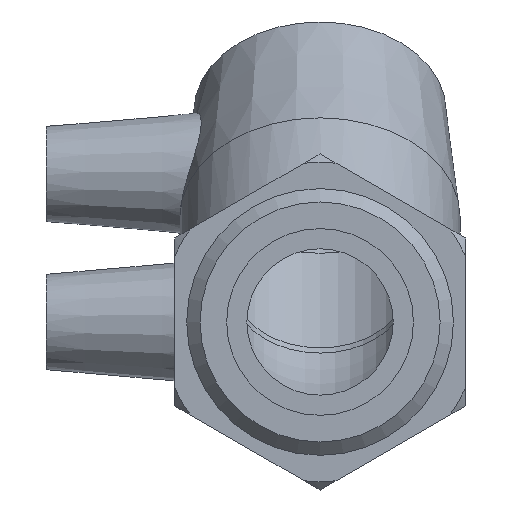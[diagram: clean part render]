
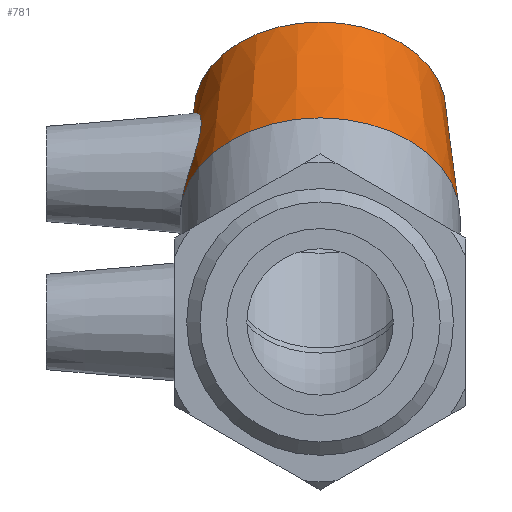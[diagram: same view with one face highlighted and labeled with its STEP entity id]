
A CAD part, left-side view. The second image highlights one B-rep face of the part: STEP entity #781.
In plain terms, the highlighted conical face has half-angle 5.348 degrees and reference radius 20.9 mm.
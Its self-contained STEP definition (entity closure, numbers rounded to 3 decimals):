
#15=B_SPLINE_CURVE_WITH_KNOTS('',3,(#1394,#1395,#1396,#1397,#1398,#1399,
#1400,#1401,#1402,#1403,#1404,#1405,#1406,#1407,#1408,#1409,#1410,#1411,
#1412,#1413,#1414,#1415,#1416,#1417,#1418,#1419,#1420,#1421,#1422,#1423,
#1424,#1425,#1426,#1427),.UNSPECIFIED.,.T.,.F.,(4,2,2,2,2,2,2,2,2,2,2,2,
2,2,2,2,4),(0.,0.35,0.7,1.054,1.407,
1.761,2.114,2.465,2.815,3.199,
3.584,3.957,4.33,4.703,5.076,
5.461,5.846),.UNSPECIFIED.);
#141=FACE_BOUND('',#284,.T.);
#142=FACE_BOUND('',#285,.T.);
#201=FACE_OUTER_BOUND('',#283,.T.);
#283=EDGE_LOOP('',(#688));
#284=EDGE_LOOP('',(#689));
#285=EDGE_LOOP('',(#690));
#346=CIRCLE('',#871,22.);
#350=CIRCLE('',#882,19.8);
#419=VERTEX_POINT('',#1389);
#420=VERTEX_POINT('',#1393);
#424=VERTEX_POINT('',#1439);
#512=EDGE_CURVE('',#419,#419,#346,.T.);
#514=EDGE_CURVE('',#420,#420,#15,.T.);
#518=EDGE_CURVE('',#424,#424,#350,.T.);
#688=ORIENTED_EDGE('',*,*,#512,.F.);
#689=ORIENTED_EDGE('',*,*,#514,.T.);
#690=ORIENTED_EDGE('',*,*,#518,.T.);
#732=CONICAL_SURFACE('',#883,20.9,5.348);
#781=ADVANCED_FACE('',(#201,#141,#142),#732,.T.);
#871=AXIS2_PLACEMENT_3D('',#1390,#1071,#1072);
#882=AXIS2_PLACEMENT_3D('',#1440,#1093,#1094);
#883=AXIS2_PLACEMENT_3D('',#1441,#1095,#1096);
#1071=DIRECTION('center_axis',(-0.707,0.,
-0.707));
#1072=DIRECTION('ref_axis',(-0.707,0.,0.707));
#1093=DIRECTION('center_axis',(-0.707,0.,
-0.707));
#1094=DIRECTION('ref_axis',(-0.707,0.,0.707));
#1095=DIRECTION('center_axis',(-0.707,0.,
-0.707));
#1096=DIRECTION('ref_axis',(0.,1.,0.));
#1389=CARTESIAN_POINT('',(16.52,22.,16.52));
#1390=CARTESIAN_POINT('Origin',(16.52,0.,
16.52));
#1393=CARTESIAN_POINT('',(30.399,18.742,16.808));
#1394=CARTESIAN_POINT('Ctrl Pts',(30.399,18.742,16.808));
#1395=CARTESIAN_POINT('Ctrl Pts',(31.186,18.645,17.665));
#1396=CARTESIAN_POINT('Ctrl Pts',(31.85,18.669,18.736));
#1397=CARTESIAN_POINT('Ctrl Pts',(32.691,18.922,21.045));
#1398=CARTESIAN_POINT('Ctrl Pts',(32.87,19.143,22.283));
#1399=CARTESIAN_POINT('Ctrl Pts',(32.792,19.565,24.589));
#1400=CARTESIAN_POINT('Ctrl Pts',(32.528,19.798,25.821));
#1401=CARTESIAN_POINT('Ctrl Pts',(31.537,20.127,28.098));
#1402=CARTESIAN_POINT('Ctrl Pts',(30.81,20.218,29.143));
#1403=CARTESIAN_POINT('Ctrl Pts',(29.143,20.218,30.81));
#1404=CARTESIAN_POINT('Ctrl Pts',(28.098,20.127,31.537));
#1405=CARTESIAN_POINT('Ctrl Pts',(25.821,19.798,32.528));
#1406=CARTESIAN_POINT('Ctrl Pts',(24.589,19.565,32.792));
#1407=CARTESIAN_POINT('Ctrl Pts',(22.283,19.143,32.87));
#1408=CARTESIAN_POINT('Ctrl Pts',(21.045,18.922,32.691));
#1409=CARTESIAN_POINT('Ctrl Pts',(18.736,18.669,31.85));
#1410=CARTESIAN_POINT('Ctrl Pts',(17.665,18.645,31.186));
#1411=CARTESIAN_POINT('Ctrl Pts',(15.867,18.848,29.535));
#1412=CARTESIAN_POINT('Ctrl Pts',(15.081,19.11,28.433));
#1413=CARTESIAN_POINT('Ctrl Pts',(14.052,19.807,26.03));
#1414=CARTESIAN_POINT('Ctrl Pts',(13.806,20.233,24.726));
#1415=CARTESIAN_POINT('Ctrl Pts',(13.81,20.971,22.311));
#1416=CARTESIAN_POINT('Ctrl Pts',(14.047,21.335,21.03));
#1417=CARTESIAN_POINT('Ctrl Pts',(15.032,21.843,18.644));
#1418=CARTESIAN_POINT('Ctrl Pts',(15.781,21.981,17.54));
#1419=CARTESIAN_POINT('Ctrl Pts',(17.54,21.981,15.781));
#1420=CARTESIAN_POINT('Ctrl Pts',(18.644,21.843,15.032));
#1421=CARTESIAN_POINT('Ctrl Pts',(21.03,21.335,14.047));
#1422=CARTESIAN_POINT('Ctrl Pts',(22.311,20.971,13.81));
#1423=CARTESIAN_POINT('Ctrl Pts',(24.726,20.233,13.806));
#1424=CARTESIAN_POINT('Ctrl Pts',(26.03,19.807,14.052));
#1425=CARTESIAN_POINT('Ctrl Pts',(28.433,19.11,15.081));
#1426=CARTESIAN_POINT('Ctrl Pts',(29.535,18.848,15.867));
#1427=CARTESIAN_POINT('Ctrl Pts',(30.399,18.742,16.808));
#1439=CARTESIAN_POINT('',(33.137,19.8,33.137));
#1440=CARTESIAN_POINT('Origin',(33.137,0.,33.137));
#1441=CARTESIAN_POINT('Origin',(24.828,0.,
24.828));
